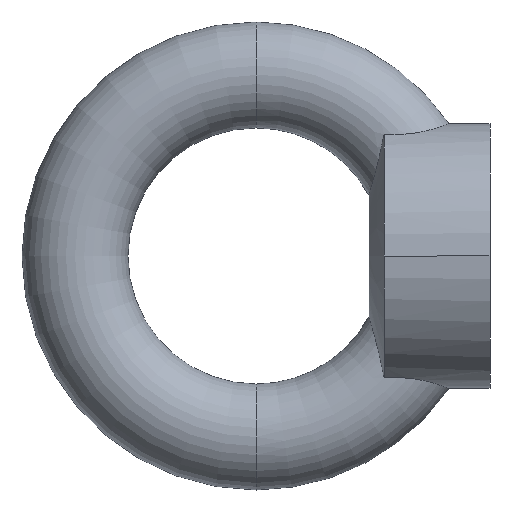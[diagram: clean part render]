
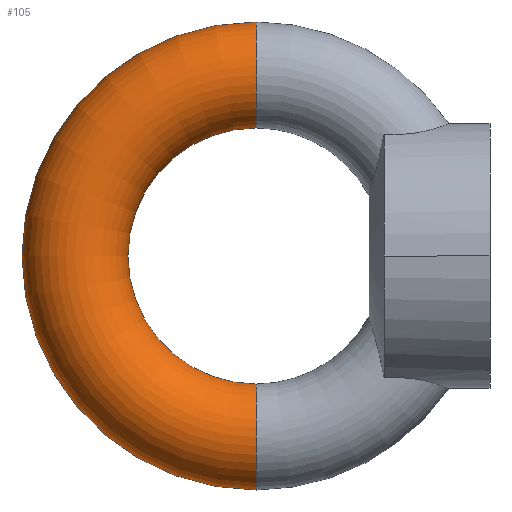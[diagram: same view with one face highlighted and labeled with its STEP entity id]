
A CAD part, left-side view. The second image highlights one B-rep face of the part: STEP entity #105.
In plain terms, the highlighted toroidal (fillet/blend) face has major radius 20.5 mm and minor radius 6 mm.
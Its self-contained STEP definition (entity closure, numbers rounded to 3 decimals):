
#105=ADVANCED_FACE('',(#149),#150,.T.);
#149=FACE_OUTER_BOUND('',#207,.T.);
#150=TOROIDAL_SURFACE('',#208,20.5,6.0);
#207=EDGE_LOOP('',(#323,#324,#325,#326));
#208=AXIS2_PLACEMENT_3D('',#327,#328,#329);
#323=ORIENTED_EDGE('',*,*,#451,.T.);
#324=ORIENTED_EDGE('',*,*,#475,.F.);
#325=ORIENTED_EDGE('',*,*,#452,.T.);
#326=ORIENTED_EDGE('',*,*,#476,.F.);
#327=CARTESIAN_POINT('',(0.0,26.5,0.0));
#328=DIRECTION('',(-1.0,0.0,0.0));
#329=DIRECTION('',(0.0,0.0,1.0));
#451=EDGE_CURVE('',#519,#506,#530,.T.);
#452=EDGE_CURVE('',#509,#527,#531,.T.);
#475=EDGE_CURVE('',#509,#506,#566,.T.);
#476=EDGE_CURVE('',#519,#527,#567,.T.);
#506=VERTEX_POINT('',#590);
#509=VERTEX_POINT('',#593);
#519=VERTEX_POINT('',#638);
#527=VERTEX_POINT('',#683);
#530=CIRCLE('',#686,26.5);
#531=CIRCLE('',#687,14.5);
#566=CIRCLE('',#781,6.0);
#567=CIRCLE('',#782,6.0);
#590=CARTESIAN_POINT('',(0.,26.5,-26.5));
#593=CARTESIAN_POINT('',(0.,26.5,-14.5));
#638=CARTESIAN_POINT('',(0.,26.5,26.5));
#683=CARTESIAN_POINT('',(0.,26.5,14.5));
#686=AXIS2_PLACEMENT_3D('',#846,#847,#848);
#687=AXIS2_PLACEMENT_3D('',#849,#850,#851);
#781=AXIS2_PLACEMENT_3D('',#891,#892,#893);
#782=AXIS2_PLACEMENT_3D('',#894,#895,#896);
#846=CARTESIAN_POINT('',(0.,26.5,0.0));
#847=DIRECTION('',(-1.0,0.0,0.0));
#848=DIRECTION('',(0.0,-0.0,1.0));
#849=CARTESIAN_POINT('',(0.,26.5,0.0));
#850=DIRECTION('',(1.0,0.0,-0.0));
#851=DIRECTION('',(0.0,0.0,1.0));
#891=CARTESIAN_POINT('',(0.0,26.5,-20.5));
#892=DIRECTION('',(0.0,-1.0,0.));
#893=DIRECTION('',(0.0,0.,-1.0));
#894=CARTESIAN_POINT('',(0.0,26.5,20.5));
#895=DIRECTION('',(-0.0,-1.0,0.));
#896=DIRECTION('',(0.0,0.,1.0));
